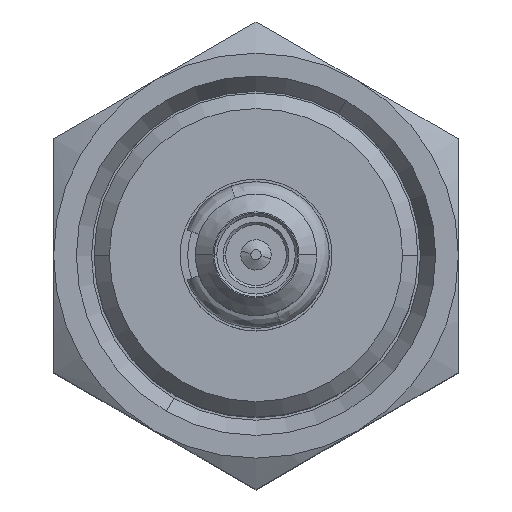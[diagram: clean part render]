
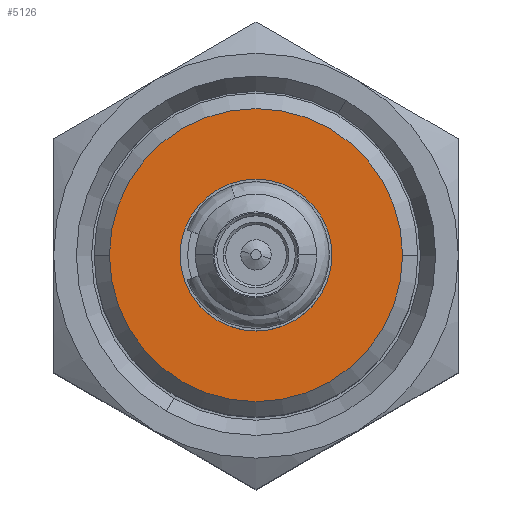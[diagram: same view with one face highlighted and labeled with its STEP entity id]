
A CAD part, top view. The second image highlights one B-rep face of the part: STEP entity #5126.
In plain terms, the highlighted planar face has unit normal (0, 0, 1).
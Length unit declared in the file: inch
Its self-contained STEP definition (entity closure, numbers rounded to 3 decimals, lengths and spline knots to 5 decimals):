
#202 = DIRECTION ( 'NONE',  ( 0., 0., -1. ) ) ;
#542 = CARTESIAN_POINT ( 'NONE',  ( 0.04964, 0.22039, 0.26783 ) ) ;
#666 = AXIS2_PLACEMENT_3D ( 'NONE', #8812, #8112, #1676 ) ;
#830 = ORIENTED_EDGE ( 'NONE', *, *, #4404, .F. ) ;
#989 = DIRECTION ( 'NONE',  ( -1., 0., 0. ) ) ;
#1005 = VERTEX_POINT ( 'NONE', #542 ) ;
#1022 = VERTEX_POINT ( 'NONE', #5101 ) ;
#1061 = CIRCLE ( 'NONE', #11621, 0.05906 ) ;
#1676 = DIRECTION ( 'NONE',  ( -1., 0., 0. ) ) ;
#2180 = EDGE_LOOP ( 'NONE', ( #2293, #830 ) ) ;
#2293 = ORIENTED_EDGE ( 'NONE', *, *, #9037, .F. ) ;
#2626 = FACE_OUTER_BOUND ( 'NONE', #2180, .T. ) ;
#3438 = DIRECTION ( 'NONE',  ( -1., 0., 0. ) ) ;
#3839 = ORIENTED_EDGE ( 'NONE', *, *, #5630, .T. ) ;
#4075 = CARTESIAN_POINT ( 'NONE',  ( 0.27764, 0.22039, 0.26783 ) ) ;
#4191 = AXIS2_PLACEMENT_3D ( 'NONE', #7423, #202, #989 ) ;
#4206 = EDGE_LOOP ( 'NONE', ( #4283, #3839 ) ) ;
#4283 = ORIENTED_EDGE ( 'NONE', *, *, #6173, .T. ) ;
#4404 = EDGE_CURVE ( 'NONE', #7476, #1005, #4941, .T. ) ;
#4470 = CARTESIAN_POINT ( 'NONE',  ( 0.10459, 0.22039, 0.26783 ) ) ;
#4608 = DIRECTION ( 'NONE',  ( 0., 0., -1. ) ) ;
#4941 = CIRCLE ( 'NONE', #4191, 0.114 ) ;
#4998 = DIRECTION ( 'NONE',  ( 0., 0., -1. ) ) ;
#5101 = CARTESIAN_POINT ( 'NONE',  ( 0.2227, 0.22039, 0.26783 ) ) ;
#5126 = ADVANCED_FACE ( 'NONE', ( #7864, #2626 ), #7174, .F. ) ;
#5630 = EDGE_CURVE ( 'NONE', #1022, #7856, #1061, .T. ) ;
#6173 = EDGE_CURVE ( 'NONE', #7856, #1022, #8796, .T. ) ;
#6232 = AXIS2_PLACEMENT_3D ( 'NONE', #9516, #8741, #3438 ) ;
#6706 = CARTESIAN_POINT ( 'NONE',  ( 0.16364, 0.22039, 0.26783 ) ) ;
#7116 = AXIS2_PLACEMENT_3D ( 'NONE', #6706, #4998, #10255 ) ;
#7174 = PLANE ( 'NONE',  #666 ) ;
#7364 = CIRCLE ( 'NONE', #6232, 0.114 ) ;
#7423 = CARTESIAN_POINT ( 'NONE',  ( 0.16364, 0.22039, 0.26783 ) ) ;
#7476 = VERTEX_POINT ( 'NONE', #4075 ) ;
#7856 = VERTEX_POINT ( 'NONE', #4470 ) ;
#7864 = FACE_BOUND ( 'NONE', #4206, .T. ) ;
#8112 = DIRECTION ( 'NONE',  ( 0., 0., -1. ) ) ;
#8264 = DIRECTION ( 'NONE',  ( -1., 0., 0. ) ) ;
#8741 = DIRECTION ( 'NONE',  ( 0., 0., -1. ) ) ;
#8796 = CIRCLE ( 'NONE', #7116, 0.05906 ) ;
#8812 = CARTESIAN_POINT ( 'NONE',  ( 0.16364, 0.22039, 0.26783 ) ) ;
#9037 = EDGE_CURVE ( 'NONE', #1005, #7476, #7364, .T. ) ;
#9516 = CARTESIAN_POINT ( 'NONE',  ( 0.16364, 0.22039, 0.26783 ) ) ;
#10104 = CARTESIAN_POINT ( 'NONE',  ( 0.16364, 0.22039, 0.26783 ) ) ;
#10255 = DIRECTION ( 'NONE',  ( -1., 0., 0. ) ) ;
#11621 = AXIS2_PLACEMENT_3D ( 'NONE', #10104, #4608, #8264 ) ;
